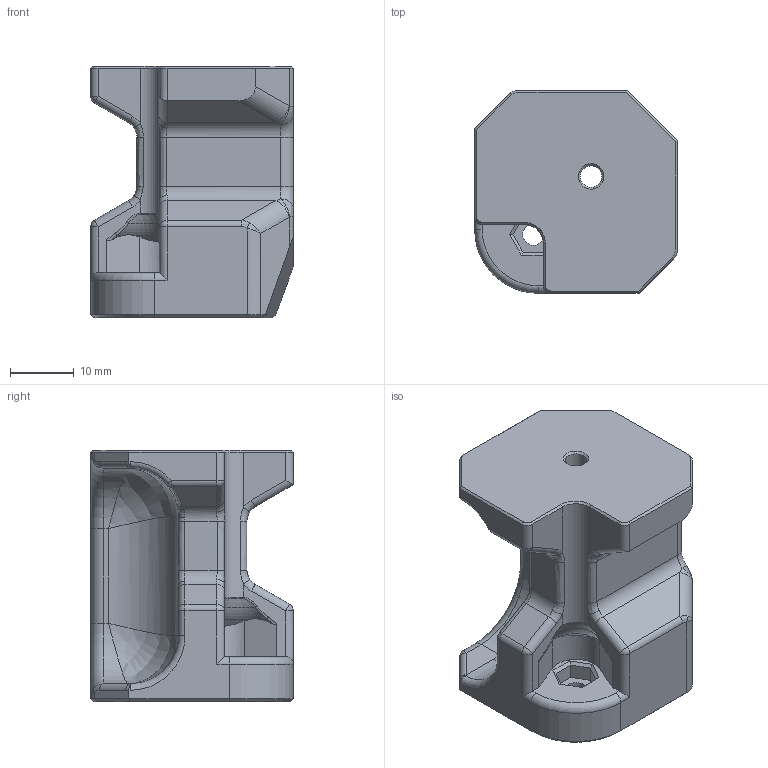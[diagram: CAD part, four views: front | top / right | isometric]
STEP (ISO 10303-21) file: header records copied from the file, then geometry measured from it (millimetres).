
FILE_DESCRIPTION(/* description */ (''),/* implementation_level */ '2;1');
FILE_NAME(/* name */ 'rear_front_right_x1.step',/* time_stamp */ '2025-12-31T11:21:52-05:00',/* author */ (''),/* organization */ (''),/* preprocessor_version */ 'ST-DEVELOPER v20.1',/* originating_system */ 'Autodesk Translation Framework v14.21.0.0',/* authorisation */ '');
FILE_SCHEMA (('AUTOMOTIVE_DESIGN { 1 0 10303 214 3 1 1 }'));
Length unit declared in the file: millimetre
Products named in the file (1): corner_front_left
Bounding box: 31.85 x 31.78 x 39.5 mm (x, y, z)
Volume: 22670.5 mm3; surface area: 6758 mm2
Topology: 1 solids, 1 shells, 178 faces, 438 edges, 260 vertices
Faces by surface type: plane 63, cylinder 47, bspline 36, cone 15, torus 14, sphere 3
Full cylindrical faces by diameter (mm): 3.4 x2, 6.6 x1
Entity records: 9727 total; most frequent: CARTESIAN_POINT 5637, ORIENTED_EDGE 868, DIRECTION 821, EDGE_CURVE 434, AXIS2_PLACEMENT_3D 309, VERTEX_POINT 260, LINE 203, VECTOR 203
